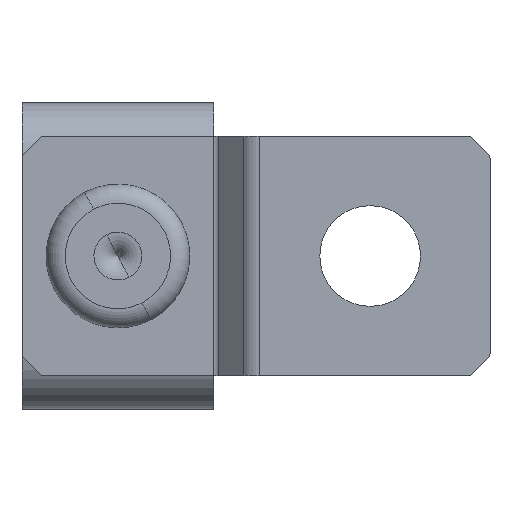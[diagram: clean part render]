
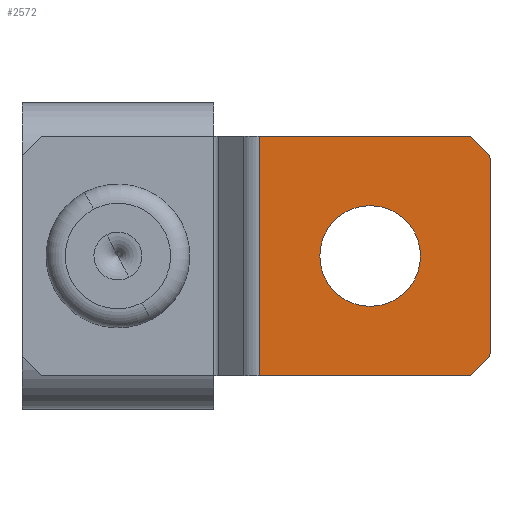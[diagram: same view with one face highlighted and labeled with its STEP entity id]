
A CAD part, front view. The second image highlights one B-rep face of the part: STEP entity #2572.
In plain terms, the highlighted planar face has unit normal (0, -1, 0).
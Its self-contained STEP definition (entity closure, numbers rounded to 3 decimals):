
#150 = VERTEX_POINT ( 'NONE', #3328 ) ;
#218 = DIRECTION ( 'NONE',  ( 0., -1., 0. ) ) ;
#311 = VERTEX_POINT ( 'NONE', #4221 ) ;
#318 = LINE ( 'NONE', #4108, #1403 ) ;
#433 = EDGE_CURVE ( 'NONE', #4115, #150, #318, .T. ) ;
#477 = EDGE_CURVE ( 'NONE', #2094, #4115, #2200, .T. ) ;
#493 = CARTESIAN_POINT ( 'NONE',  ( -23.527, 13.447, 19.219 ) ) ;
#499 = AXIS2_PLACEMENT_3D ( 'NONE', #493, #3753, #954 ) ;
#509 = ORIENTED_EDGE ( 'NONE', *, *, #4249, .T. ) ;
#519 = EDGE_CURVE ( 'NONE', #5386, #3566, #2423, .T. ) ;
#524 = CARTESIAN_POINT ( 'NONE',  ( -14.7, 13.447, 18.719 ) ) ;
#525 = VECTOR ( 'NONE', #2005, 1000. ) ;
#571 = DIRECTION ( 'NONE',  ( 0., 0., 1. ) ) ;
#585 = ORIENTED_EDGE ( 'NONE', *, *, #5141, .T. ) ;
#636 = EDGE_CURVE ( 'NONE', #311, #5218, #5408, .T. ) ;
#668 = DIRECTION ( 'NONE',  ( 0., 1., 0. ) ) ;
#701 = VECTOR ( 'NONE', #5059, 1000. ) ;
#780 = FACE_BOUND ( 'NONE', #5741, .T. ) ;
#954 = DIRECTION ( 'NONE',  ( -1., 0., 0. ) ) ;
#985 = ORIENTED_EDGE ( 'NONE', *, *, #636, .T. ) ;
#1098 = LINE ( 'NONE', #2838, #2342 ) ;
#1257 = AXIS2_PLACEMENT_3D ( 'NONE', #1779, #5046, #2240 ) ;
#1273 = AXIS2_PLACEMENT_3D ( 'NONE', #1387, #3806, #4236 ) ;
#1302 = ORIENTED_EDGE ( 'NONE', *, *, #519, .T. ) ;
#1387 = CARTESIAN_POINT ( 'NONE',  ( -18.9, 13.447, 23.719 ) ) ;
#1402 = EDGE_CURVE ( 'NONE', #4347, #150, #1927, .T. ) ;
#1403 = VECTOR ( 'NONE', #571, 1000. ) ;
#1478 = EDGE_CURVE ( 'NONE', #5218, #311, #4767, .T. ) ;
#1523 = CARTESIAN_POINT ( 'NONE',  ( -16.783, 13.447, 16.637 ) ) ;
#1779 = CARTESIAN_POINT ( 'NONE',  ( -14.2, 13.447, 19.644 ) ) ;
#1927 = LINE ( 'NONE', #3718, #701 ) ;
#2005 = DIRECTION ( 'NONE',  ( 0.707, 0., 0.707 ) ) ;
#2094 = VERTEX_POINT ( 'NONE', #524 ) ;
#2193 = CIRCLE ( 'NONE', #1257, 0.3 ) ;
#2200 = LINE ( 'NONE', #4365, #4521 ) ;
#2240 = DIRECTION ( 'NONE',  ( 0., 0., -1. ) ) ;
#2342 = VECTOR ( 'NONE', #5629, 1000. ) ;
#2423 = CIRCLE ( 'NONE', #2430, 0.3 ) ;
#2430 = AXIS2_PLACEMENT_3D ( 'NONE', #2545, #218, #3474 ) ;
#2512 = DIRECTION ( 'NONE',  ( 0., 0., 1. ) ) ;
#2545 = CARTESIAN_POINT ( 'NONE',  ( -14.2, 13.447, 27.795 ) ) ;
#2572 = ADVANCED_FACE ( 'NONE', ( #780, #4469 ), #4648, .F. ) ;
#2574 = ORIENTED_EDGE ( 'NONE', *, *, #1478, .T. ) ;
#2728 = DIRECTION ( 'NONE',  ( -1., 0., 0. ) ) ;
#2802 = CARTESIAN_POINT ( 'NONE',  ( -23.527, 13.447, 18.719 ) ) ;
#2838 = CARTESIAN_POINT ( 'NONE',  ( -16.783, 13.447, 30.802 ) ) ;
#2863 = ORIENTED_EDGE ( 'NONE', *, *, #4037, .F. ) ;
#2973 = CARTESIAN_POINT ( 'NONE',  ( -13.9, 13.447, 27.795 ) ) ;
#3134 = LINE ( 'NONE', #4866, #5620 ) ;
#3186 = CARTESIAN_POINT ( 'NONE',  ( -13.988, 13.447, 28.007 ) ) ;
#3328 = CARTESIAN_POINT ( 'NONE',  ( -23.527, 13.447, 28.719 ) ) ;
#3442 = DIRECTION ( 'NONE',  ( -1., 0., 0. ) ) ;
#3474 = DIRECTION ( 'NONE',  ( 0., 0., 1. ) ) ;
#3566 = VERTEX_POINT ( 'NONE', #3186 ) ;
#3696 = ORIENTED_EDGE ( 'NONE', *, *, #477, .F. ) ;
#3718 = CARTESIAN_POINT ( 'NONE',  ( -13.8, 13.447, 28.719 ) ) ;
#3753 = DIRECTION ( 'NONE',  ( 0., 1., 0. ) ) ;
#3806 = DIRECTION ( 'NONE',  ( 0., 1., 0. ) ) ;
#3909 = CARTESIAN_POINT ( 'NONE',  ( -18.9, 13.447, 23.719 ) ) ;
#3913 = CARTESIAN_POINT ( 'NONE',  ( -14.7, 13.447, 28.719 ) ) ;
#3937 = VERTEX_POINT ( 'NONE', #4392 ) ;
#4037 = EDGE_CURVE ( 'NONE', #5885, #3937, #2193, .T. ) ;
#4108 = CARTESIAN_POINT ( 'NONE',  ( -23.527, 13.447, 19.219 ) ) ;
#4115 = VERTEX_POINT ( 'NONE', #2802 ) ;
#4220 = LINE ( 'NONE', #1523, #525 ) ;
#4221 = CARTESIAN_POINT ( 'NONE',  ( -16.8, 13.447, 23.719 ) ) ;
#4236 = DIRECTION ( 'NONE',  ( -1., 0., 0. ) ) ;
#4249 = EDGE_CURVE ( 'NONE', #2094, #3937, #4220, .T. ) ;
#4284 = CARTESIAN_POINT ( 'NONE',  ( -13.9, 13.447, 19.644 ) ) ;
#4347 = VERTEX_POINT ( 'NONE', #3913 ) ;
#4365 = CARTESIAN_POINT ( 'NONE',  ( -13.8, 13.447, 18.719 ) ) ;
#4392 = CARTESIAN_POINT ( 'NONE',  ( -13.988, 13.447, 19.431 ) ) ;
#4469 = FACE_OUTER_BOUND ( 'NONE', #4732, .T. ) ;
#4521 = VECTOR ( 'NONE', #2728, 1000. ) ;
#4580 = ORIENTED_EDGE ( 'NONE', *, *, #433, .F. ) ;
#4648 = PLANE ( 'NONE',  #499 ) ;
#4722 = ORIENTED_EDGE ( 'NONE', *, *, #4957, .T. ) ;
#4732 = EDGE_LOOP ( 'NONE', ( #509, #2863, #585, #1302, #4722, #5812, #4580, #3696 ) ) ;
#4767 = CIRCLE ( 'NONE', #1273, 2.1 ) ;
#4866 = CARTESIAN_POINT ( 'NONE',  ( -13.9, 13.447, 28.219 ) ) ;
#4935 = AXIS2_PLACEMENT_3D ( 'NONE', #3909, #668, #3442 ) ;
#4957 = EDGE_CURVE ( 'NONE', #3566, #4347, #1098, .T. ) ;
#5046 = DIRECTION ( 'NONE',  ( 0., 1., 0. ) ) ;
#5059 = DIRECTION ( 'NONE',  ( -1., 0., 0. ) ) ;
#5141 = EDGE_CURVE ( 'NONE', #5885, #5386, #3134, .T. ) ;
#5218 = VERTEX_POINT ( 'NONE', #5369 ) ;
#5369 = CARTESIAN_POINT ( 'NONE',  ( -21., 13.447, 23.719 ) ) ;
#5386 = VERTEX_POINT ( 'NONE', #2973 ) ;
#5408 = CIRCLE ( 'NONE', #4935, 2.1 ) ;
#5620 = VECTOR ( 'NONE', #2512, 1000. ) ;
#5629 = DIRECTION ( 'NONE',  ( -0.707, 0., 0.707 ) ) ;
#5741 = EDGE_LOOP ( 'NONE', ( #2574, #985 ) ) ;
#5812 = ORIENTED_EDGE ( 'NONE', *, *, #1402, .T. ) ;
#5885 = VERTEX_POINT ( 'NONE', #4284 ) ;
